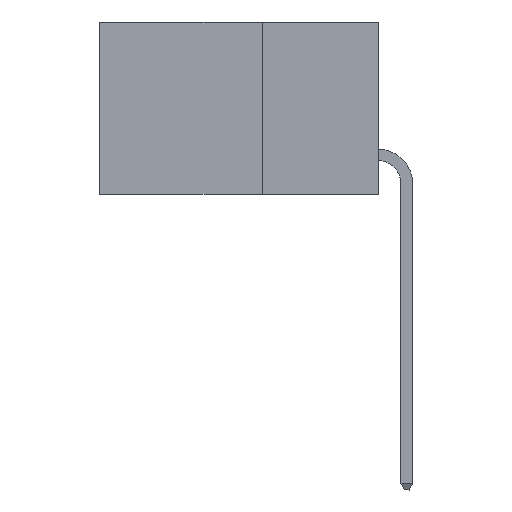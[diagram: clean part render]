
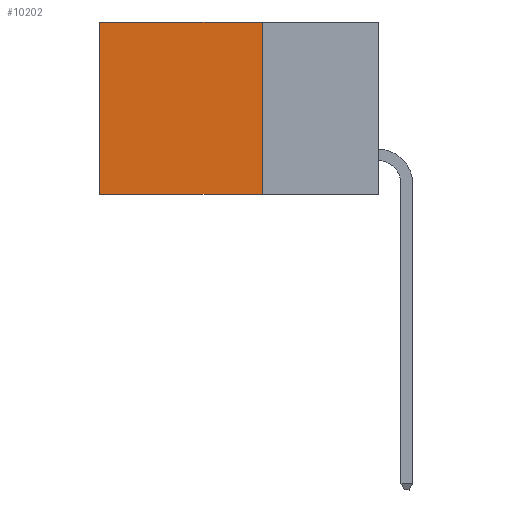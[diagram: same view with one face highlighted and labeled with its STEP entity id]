
A CAD part, left-side view. The second image highlights one B-rep face of the part: STEP entity #10202.
In plain terms, the highlighted planar face has unit normal (-1, 0, 0).
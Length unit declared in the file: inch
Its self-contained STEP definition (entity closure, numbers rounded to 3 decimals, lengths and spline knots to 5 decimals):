
#294 = LINE ( 'NONE', #1260, #19252 ) ;
#1260 = CARTESIAN_POINT ( 'NONE',  ( 0.298, 0.25, -0.37 ) ) ;
#1839 = AXIS2_PLACEMENT_3D ( 'NONE', #2569, #2401, #2336 ) ;
#2177 = CARTESIAN_POINT ( 'NONE',  ( 0.298, 0.6, -0.37 ) ) ;
#2332 = CARTESIAN_POINT ( 'NONE',  ( 0.298, 0.6, 0. ) ) ;
#2336 = DIRECTION ( 'NONE',  ( 0., 0., -1. ) ) ;
#2401 = DIRECTION ( 'NONE',  ( 1., 0., 0. ) ) ;
#2460 = DIRECTION ( 'NONE',  ( 0., 1., 0. ) ) ;
#2569 = CARTESIAN_POINT ( 'NONE',  ( 0.298, 0.25, 0. ) ) ;
#2681 = PLANE ( 'NONE',  #1839 ) ;
#3707 = ORIENTED_EDGE ( 'NONE', *, *, #14865, .F. ) ;
#4747 = EDGE_CURVE ( 'NONE', #12208, #17141, #17550, .T. ) ;
#4876 = VECTOR ( 'NONE', #20001, 39.37008 ) ;
#6080 = EDGE_CURVE ( 'NONE', #12208, #23046, #15792, .T. ) ;
#7079 = CARTESIAN_POINT ( 'NONE',  ( 0.298, 0.25, 0. ) ) ;
#9269 = VERTEX_POINT ( 'NONE', #2177 ) ;
#9381 = EDGE_LOOP ( 'NONE', ( #12645, #3707, #13767, #20449 ) ) ;
#9741 = LINE ( 'NONE', #21193, #14111 ) ;
#10044 = DIRECTION ( 'NONE',  ( 0., 0., -1. ) ) ;
#10202 = ADVANCED_FACE ( 'NONE', ( #12800 ), #2681, .F. ) ;
#10871 = DIRECTION ( 'NONE',  ( 0., 1., 0. ) ) ;
#12208 = VERTEX_POINT ( 'NONE', #13021 ) ;
#12645 = ORIENTED_EDGE ( 'NONE', *, *, #23705, .T. ) ;
#12800 = FACE_OUTER_BOUND ( 'NONE', #9381, .T. ) ;
#13021 = CARTESIAN_POINT ( 'NONE',  ( 0.298, 0.25, 0. ) ) ;
#13245 = CARTESIAN_POINT ( 'NONE',  ( 0.298, 0.25, 0. ) ) ;
#13767 = ORIENTED_EDGE ( 'NONE', *, *, #4747, .F. ) ;
#14111 = VECTOR ( 'NONE', #10044, 39.37008 ) ;
#14865 = EDGE_CURVE ( 'NONE', #17141, #9269, #294, .T. ) ;
#15306 = VECTOR ( 'NONE', #2460, 39.37008 ) ;
#15792 = LINE ( 'NONE', #7079, #15306 ) ;
#16352 = CARTESIAN_POINT ( 'NONE',  ( 0.298, 0.25, -0.37 ) ) ;
#17141 = VERTEX_POINT ( 'NONE', #16352 ) ;
#17550 = LINE ( 'NONE', #13245, #4876 ) ;
#19252 = VECTOR ( 'NONE', #10871, 39.37008 ) ;
#20001 = DIRECTION ( 'NONE',  ( 0., 0., -1. ) ) ;
#20449 = ORIENTED_EDGE ( 'NONE', *, *, #6080, .T. ) ;
#21193 = CARTESIAN_POINT ( 'NONE',  ( 0.298, 0.6, 0. ) ) ;
#23046 = VERTEX_POINT ( 'NONE', #2332 ) ;
#23705 = EDGE_CURVE ( 'NONE', #23046, #9269, #9741, .T. ) ;
